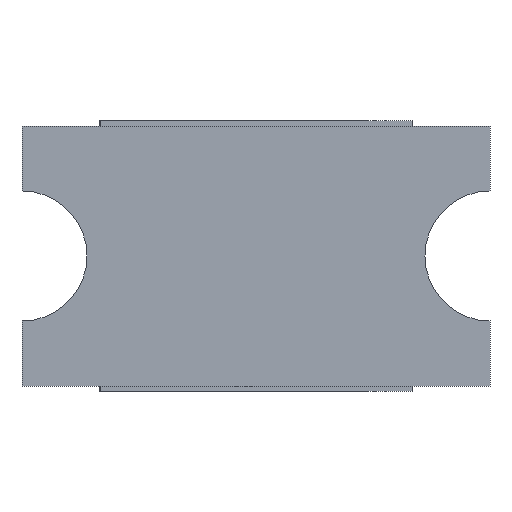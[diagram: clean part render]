
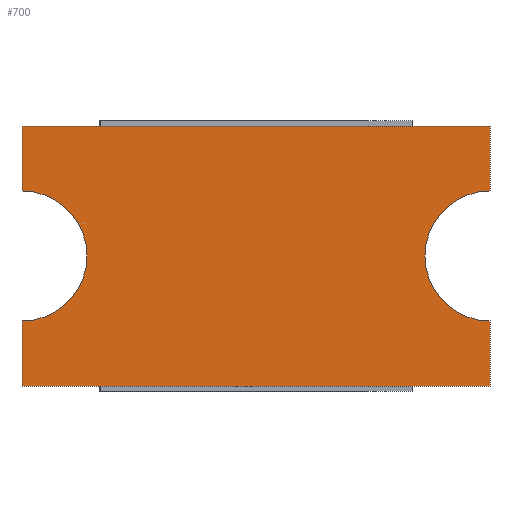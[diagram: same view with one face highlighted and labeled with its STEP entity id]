
A CAD part, front view. The second image highlights one B-rep face of the part: STEP entity #700.
In plain terms, the highlighted planar face has unit normal (0, -1, 0).
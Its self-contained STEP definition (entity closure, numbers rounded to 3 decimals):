
#25=CIRCLE('',#758,0.25);
#27=CIRCLE('',#764,0.25);
#52=FACE_OUTER_BOUND('',#96,.T.);
#96=EDGE_LOOP('',(#499,#500,#501,#502,#503,#504,#505,#506));
#131=LINE('',#1000,#215);
#135=LINE('',#1008,#219);
#138=LINE('',#1014,#222);
#142=LINE('',#1026,#226);
#145=LINE('',#1032,#229);
#148=LINE('',#1038,#232);
#215=VECTOR('',#810,10.);
#219=VECTOR('',#816,10.);
#222=VECTOR('',#821,10.);
#226=VECTOR('',#833,10.);
#229=VECTOR('',#838,10.);
#232=VECTOR('',#843,10.);
#299=VERTEX_POINT('',#998);
#300=VERTEX_POINT('',#999);
#303=VERTEX_POINT('',#1007);
#305=VERTEX_POINT('',#1013);
#307=VERTEX_POINT('',#1019);
#309=VERTEX_POINT('',#1025);
#311=VERTEX_POINT('',#1031);
#313=VERTEX_POINT('',#1037);
#363=EDGE_CURVE('',#299,#300,#131,.T.);
#367=EDGE_CURVE('',#300,#303,#135,.T.);
#370=EDGE_CURVE('',#303,#305,#138,.T.);
#373=EDGE_CURVE('',#305,#307,#25,.T.);
#376=EDGE_CURVE('',#307,#309,#142,.T.);
#379=EDGE_CURVE('',#309,#311,#145,.T.);
#382=EDGE_CURVE('',#311,#313,#148,.T.);
#385=EDGE_CURVE('',#313,#299,#27,.T.);
#499=ORIENTED_EDGE('',*,*,#385,.T.);
#500=ORIENTED_EDGE('',*,*,#363,.T.);
#501=ORIENTED_EDGE('',*,*,#367,.T.);
#502=ORIENTED_EDGE('',*,*,#370,.T.);
#503=ORIENTED_EDGE('',*,*,#373,.T.);
#504=ORIENTED_EDGE('',*,*,#376,.T.);
#505=ORIENTED_EDGE('',*,*,#379,.T.);
#506=ORIENTED_EDGE('',*,*,#382,.T.);
#658=PLANE('',#767);
#700=ADVANCED_FACE('',(#52),#658,.F.);
#758=AXIS2_PLACEMENT_3D('',#1020,#826,#827);
#764=AXIS2_PLACEMENT_3D('',#1043,#848,#849);
#767=AXIS2_PLACEMENT_3D('',#1046,#854,#855);
#810=DIRECTION('',(0.,0.,1.));
#816=DIRECTION('',(-1.,0.,0.));
#821=DIRECTION('',(0.,0.,-1.));
#826=DIRECTION('center_axis',(0.,1.,0.));
#827=DIRECTION('ref_axis',(0.,0.,1.));
#833=DIRECTION('',(0.,0.,-1.));
#838=DIRECTION('',(1.,0.,0.));
#843=DIRECTION('',(0.,0.,1.));
#848=DIRECTION('center_axis',(0.,1.,0.));
#849=DIRECTION('ref_axis',(0.,0.,-1.));
#854=DIRECTION('center_axis',(0.,1.,0.));
#855=DIRECTION('ref_axis',(1.,0.,0.));
#998=CARTESIAN_POINT('',(0.9,0.,0.25));
#999=CARTESIAN_POINT('',(0.9,0.,0.5));
#1000=CARTESIAN_POINT('',(0.9,0.,0.25));
#1007=CARTESIAN_POINT('',(-0.9,0.,0.5));
#1008=CARTESIAN_POINT('',(0.9,0.,0.5));
#1013=CARTESIAN_POINT('',(-0.9,0.,0.25));
#1014=CARTESIAN_POINT('',(-0.9,0.,0.5));
#1019=CARTESIAN_POINT('',(-0.9,0.,-0.25));
#1020=CARTESIAN_POINT('Origin',(-0.9,0.,0.));
#1025=CARTESIAN_POINT('',(-0.9,0.,-0.5));
#1026=CARTESIAN_POINT('',(-0.9,0.,-0.25));
#1031=CARTESIAN_POINT('',(0.9,0.,-0.5));
#1032=CARTESIAN_POINT('',(-0.9,0.,-0.5));
#1037=CARTESIAN_POINT('',(0.9,0.,-0.25));
#1038=CARTESIAN_POINT('',(0.9,0.,-0.5));
#1043=CARTESIAN_POINT('Origin',(0.9,0.,0.));
#1046=CARTESIAN_POINT('Origin',(0.,0.,0.));
